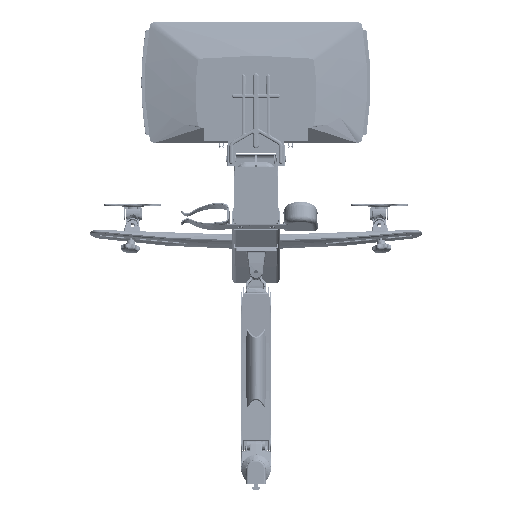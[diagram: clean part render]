
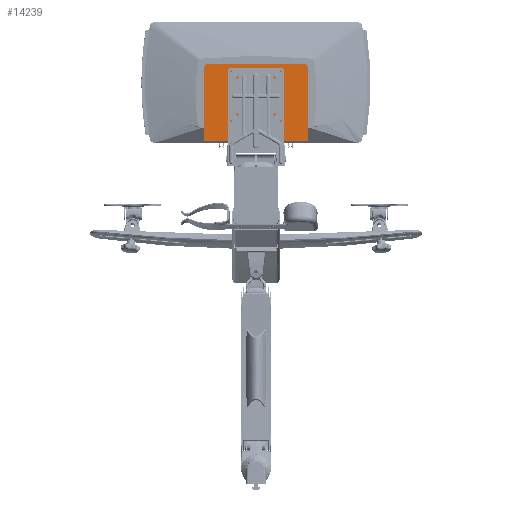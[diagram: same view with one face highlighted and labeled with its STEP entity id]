
A CAD part, front view. The second image highlights one B-rep face of the part: STEP entity #14239.
In plain terms, the highlighted planar face has unit normal (0, -1, 0).
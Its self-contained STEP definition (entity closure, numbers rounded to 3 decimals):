
#2052 = DIRECTION ( 'NONE',  ( 0., -1., 0. ) ) ;
#2149 = ORIENTED_EDGE ( 'NONE', *, *, #128606, .T. ) ;
#14095 = CARTESIAN_POINT ( 'NONE',  ( 103.621, -116.31, 865.713 ) ) ;
#14239 = ADVANCED_FACE ( 'NONE', ( #56781 ), #31102, .T. ) ;
#20417 = CARTESIAN_POINT ( 'NONE',  ( -101.773, -116.31, 867.561 ) ) ;
#22431 = EDGE_CURVE ( 'NONE', #318463, #121863, #312306, .T. ) ;
#23810 = CARTESIAN_POINT ( 'NONE',  ( -104.657, -116.31, 864.047 ) ) ;
#25228 = EDGE_LOOP ( 'NONE', ( #294818, #220083, #71769, #2149, #109630, #219154 ) ) ;
#25517 = CARTESIAN_POINT ( 'NONE',  ( -105.159, -116.31, 862.833 ) ) ;
#28584 = CARTESIAN_POINT ( 'NONE',  ( 95.673, -116.31, 869.607 ) ) ;
#31102 = PLANE ( 'NONE',  #257968 ) ;
#36004 = CARTESIAN_POINT ( 'NONE',  ( -98.893, -116.31, 869.099 ) ) ;
#36753 = CARTESIAN_POINT ( 'NONE',  ( -105.667, -116.31, 712.499 ) ) ;
#39298 = B_SPLINE_CURVE_WITH_KNOTS ( 'NONE', 1,
 ( #214513, #36753 ),
 .UNSPECIFIED., .F., .F.,
 ( 2, 2 ),
 ( 0.001, 0.213 ),
 .UNSPECIFIED. ) ;
#39780 = CARTESIAN_POINT ( 'NONE',  ( 104.657, -116.31, 864.046 ) ) ;
#44404 = CARTESIAN_POINT ( 'NONE',  ( -105.667, -116.31, 860.271 ) ) ;
#48233 = CARTESIAN_POINT ( 'NONE',  ( 98.267, -116.31, 869.289 ) ) ;
#49483 = CARTESIAN_POINT ( 'NONE',  ( -103.207, -116.31, 866.218 ) ) ;
#56781 = FACE_OUTER_BOUND ( 'NONE', #25228, .T. ) ;
#60188 = B_SPLINE_CURVE_WITH_KNOTS ( 'NONE', 3,
 ( #199899, #68384, #117961, #270063, #36004, #244426, #208315, #20417, #309143, #49483, #126346, #128047, #23810, #25517, #312506, #73470, #44404, #124664 ),
 .UNSPECIFIED., .F., .F.,
 ( 4, 2, 2, 2, 2, 2, 2, 2, 4 ),
 ( 0., 0.125, 0.25, 0.375, 0.5, 0.625, 0.75, 0.875, 1. ),
 .UNSPECIFIED. ) ;
#63144 = B_SPLINE_CURVE_WITH_KNOTS ( 'NONE', 3,
 ( #111639, #169621, #273837, #191903, #296093, #39780, #215850, #14095, #326768, #282242, #149036, #72203, #230967, #205382, #48233, #126768, #256587, #150731 ),
 .UNSPECIFIED., .F., .F.,
 ( 4, 2, 2, 2, 2, 2, 2, 2, 4 ),
 ( 0., 0.125, 0.25, 0.375, 0.5, 0.625, 0.75, 0.875, 1. ),
 .UNSPECIFIED. ) ;
#68384 = CARTESIAN_POINT ( 'NONE',  ( -96.331, -116.31, 869.607 ) ) ;
#69912 = VERTEX_POINT ( 'NONE', #311941 ) ;
#71769 = ORIENTED_EDGE ( 'NONE', *, *, #229866, .T. ) ;
#72203 = CARTESIAN_POINT ( 'NONE',  ( 100.681, -116.31, 868.29 ) ) ;
#73470 = CARTESIAN_POINT ( 'NONE',  ( -105.604, -116.31, 860.922 ) ) ;
#83341 = CARTESIAN_POINT ( 'NONE',  ( 105.667, -116.31, 708.94 ) ) ;
#100822 = VERTEX_POINT ( 'NONE', #207333 ) ;
#104005 = EDGE_CURVE ( 'NONE', #121863, #180478, #63144, .T. ) ;
#109630 = ORIENTED_EDGE ( 'NONE', *, *, #181517, .T. ) ;
#109706 = CARTESIAN_POINT ( 'NONE',  ( 102.742, -116.31, 866.682 ) ) ;
#111639 = CARTESIAN_POINT ( 'NONE',  ( 105.667, -116.31, 859.613 ) ) ;
#115835 = CARTESIAN_POINT ( 'NONE',  ( 105.667, -116.31, 712.499 ) ) ;
#115941 = LINE ( 'NONE', #249112, #209124 ) ;
#117961 = CARTESIAN_POINT ( 'NONE',  ( -96.98, -116.31, 869.544 ) ) ;
#121863 = VERTEX_POINT ( 'NONE', #292677 ) ;
#124664 = CARTESIAN_POINT ( 'NONE',  ( -105.667, -116.31, 859.613 ) ) ;
#126346 = CARTESIAN_POINT ( 'NONE',  ( -103.62, -116.31, 865.715 ) ) ;
#126768 = CARTESIAN_POINT ( 'NONE',  ( 96.982, -116.31, 869.544 ) ) ;
#128047 = CARTESIAN_POINT ( 'NONE',  ( -104.35, -116.31, 864.621 ) ) ;
#128606 = EDGE_CURVE ( 'NONE', #100822, #334061, #60188, .T. ) ;
#149036 = CARTESIAN_POINT ( 'NONE',  ( 101.774, -116.31, 867.56 ) ) ;
#150731 = CARTESIAN_POINT ( 'NONE',  ( 95.673, -116.31, 869.607 ) ) ;
#169621 = CARTESIAN_POINT ( 'NONE',  ( 105.667, -116.31, 860.271 ) ) ;
#175320 = LINE ( 'NONE', #279536, #255196 ) ;
#180478 = VERTEX_POINT ( 'NONE', #28584 ) ;
#181517 = EDGE_CURVE ( 'NONE', #334061, #69912, #175320, .T. ) ;
#189966 = DIRECTION ( 'NONE',  ( 0., 0., -1. ) ) ;
#191903 = CARTESIAN_POINT ( 'NONE',  ( 105.348, -116.31, 862.209 ) ) ;
#197622 = DIRECTION ( 'NONE',  ( 0., 0., -1. ) ) ;
#199899 = CARTESIAN_POINT ( 'NONE',  ( -95.673, -116.31, 869.607 ) ) ;
#205382 = CARTESIAN_POINT ( 'NONE',  ( 98.893, -116.31, 869.099 ) ) ;
#207333 = CARTESIAN_POINT ( 'NONE',  ( -95.673, -116.31, 869.607 ) ) ;
#208315 = CARTESIAN_POINT ( 'NONE',  ( -100.682, -116.31, 868.289 ) ) ;
#209124 = VECTOR ( 'NONE', #245731, 1000. ) ;
#212150 = EDGE_CURVE ( 'NONE', #318463, #69912, #39298, .T. ) ;
#214513 = CARTESIAN_POINT ( 'NONE',  ( 105.667, -116.31, 712.499 ) ) ;
#215179 = CARTESIAN_POINT ( 'NONE',  ( -105.667, -116.31, 859.613 ) ) ;
#215850 = CARTESIAN_POINT ( 'NONE',  ( 104.349, -116.31, 864.622 ) ) ;
#219154 = ORIENTED_EDGE ( 'NONE', *, *, #212150, .F. ) ;
#220083 = ORIENTED_EDGE ( 'NONE', *, *, #104005, .T. ) ;
#229866 = EDGE_CURVE ( 'NONE', #180478, #100822, #115941, .T. ) ;
#230967 = CARTESIAN_POINT ( 'NONE',  ( 100.107, -116.31, 868.597 ) ) ;
#244426 = CARTESIAN_POINT ( 'NONE',  ( -100.106, -116.31, 868.597 ) ) ;
#245731 = DIRECTION ( 'NONE',  ( -1., 0., 0. ) ) ;
#249112 = CARTESIAN_POINT ( 'NONE',  ( 95.673, -116.31, 869.607 ) ) ;
#255196 = VECTOR ( 'NONE', #197622, 1000. ) ;
#256587 = CARTESIAN_POINT ( 'NONE',  ( 96.331, -116.31, 869.607 ) ) ;
#257968 = AXIS2_PLACEMENT_3D ( 'NONE', #109706, #2052, #189966 ) ;
#270063 = CARTESIAN_POINT ( 'NONE',  ( -98.269, -116.31, 869.288 ) ) ;
#273837 = CARTESIAN_POINT ( 'NONE',  ( 105.604, -116.31, 860.92 ) ) ;
#279536 = CARTESIAN_POINT ( 'NONE',  ( -105.667, -116.31, 859.613 ) ) ;
#282242 = CARTESIAN_POINT ( 'NONE',  ( 102.278, -116.31, 867.147 ) ) ;
#291717 = DIRECTION ( 'NONE',  ( 0., 0., 1. ) ) ;
#292677 = CARTESIAN_POINT ( 'NONE',  ( 105.667, -116.31, 859.613 ) ) ;
#294818 = ORIENTED_EDGE ( 'NONE', *, *, #22431, .T. ) ;
#296093 = CARTESIAN_POINT ( 'NONE',  ( 105.159, -116.31, 862.833 ) ) ;
#309143 = CARTESIAN_POINT ( 'NONE',  ( -102.278, -116.31, 867.147 ) ) ;
#311941 = CARTESIAN_POINT ( 'NONE',  ( -105.667, -116.31, 712.499 ) ) ;
#312306 = LINE ( 'NONE', #83341, #330337 ) ;
#312506 = CARTESIAN_POINT ( 'NONE',  ( -105.348, -116.31, 862.207 ) ) ;
#318463 = VERTEX_POINT ( 'NONE', #115835 ) ;
#326768 = CARTESIAN_POINT ( 'NONE',  ( 103.207, -116.31, 866.218 ) ) ;
#330337 = VECTOR ( 'NONE', #291717, 1000. ) ;
#334061 = VERTEX_POINT ( 'NONE', #215179 ) ;
